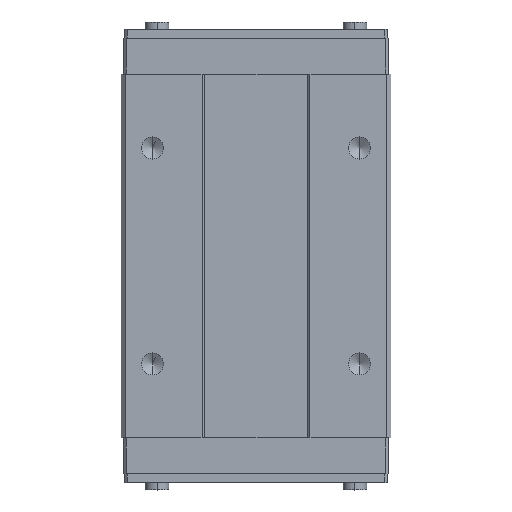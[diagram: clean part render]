
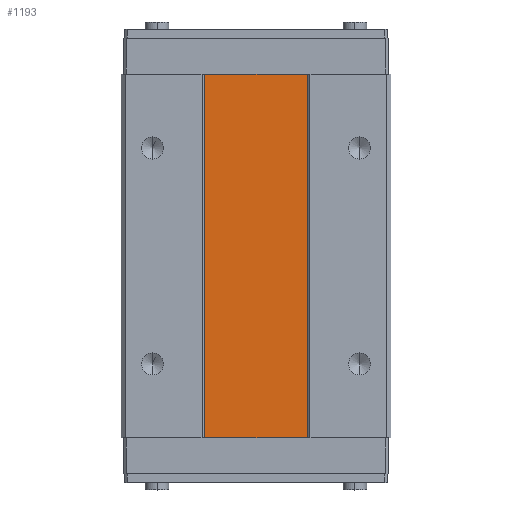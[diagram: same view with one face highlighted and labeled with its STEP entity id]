
A CAD part, top view. The second image highlights one B-rep face of the part: STEP entity #1193.
In plain terms, the highlighted planar face has unit normal (0, 0, 1).
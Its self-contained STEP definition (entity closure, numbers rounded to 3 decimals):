
#5 = EDGE_LOOP ( 'NONE', ( #371, #3470, #2866, #4673 ) ) ;
#6 = DIRECTION ( 'NONE',  ( 0., 1., 0. ) ) ;
#102 = EDGE_CURVE ( 'NONE', #4028, #729, #2043, .T. ) ;
#213 = DIRECTION ( 'NONE',  ( 1., 0., 0. ) ) ;
#371 = ORIENTED_EDGE ( 'NONE', *, *, #824, .F. ) ;
#468 = CARTESIAN_POINT ( 'NONE',  ( 5.7, -20.2, 11.7 ) ) ;
#693 = VECTOR ( 'NONE', #1700, 1000. ) ;
#729 = VERTEX_POINT ( 'NONE', #1657 ) ;
#824 = EDGE_CURVE ( 'NONE', #729, #2248, #3929, .T. ) ;
#921 = DIRECTION ( 'NONE',  ( 1., 0., 0. ) ) ;
#1193 = ADVANCED_FACE ( 'NONE', ( #4693 ), #3898, .T. ) ;
#1233 = CARTESIAN_POINT ( 'NONE',  ( 5.7, 20.2, 11.7 ) ) ;
#1337 = CARTESIAN_POINT ( 'NONE',  ( 5.7, 20.2, 11.7 ) ) ;
#1657 = CARTESIAN_POINT ( 'NONE',  ( -5.7, 20.2, 11.7 ) ) ;
#1700 = DIRECTION ( 'NONE',  ( 0., 1., 0. ) ) ;
#2030 = AXIS2_PLACEMENT_3D ( 'NONE', #3552, #2785, #213 ) ;
#2043 = LINE ( 'NONE', #3549, #693 ) ;
#2231 = VERTEX_POINT ( 'NONE', #468 ) ;
#2248 = VERTEX_POINT ( 'NONE', #1233 ) ;
#2785 = DIRECTION ( 'NONE',  ( 0., 0., 1. ) ) ;
#2792 = VECTOR ( 'NONE', #2891, 1000. ) ;
#2866 = ORIENTED_EDGE ( 'NONE', *, *, #4616, .T. ) ;
#2891 = DIRECTION ( 'NONE',  ( 1., 0., 0. ) ) ;
#3083 = CARTESIAN_POINT ( 'NONE',  ( -5.7, -20.2, 11.7 ) ) ;
#3174 = LINE ( 'NONE', #4284, #3344 ) ;
#3344 = VECTOR ( 'NONE', #921, 1000. ) ;
#3363 = CARTESIAN_POINT ( 'NONE',  ( 5.7, -20.2, 11.7 ) ) ;
#3470 = ORIENTED_EDGE ( 'NONE', *, *, #102, .F. ) ;
#3477 = EDGE_CURVE ( 'NONE', #2231, #2248, #4572, .T. ) ;
#3549 = CARTESIAN_POINT ( 'NONE',  ( -5.7, -20.2, 11.7 ) ) ;
#3552 = CARTESIAN_POINT ( 'NONE',  ( 5.7, -20.2, 11.7 ) ) ;
#3807 = VECTOR ( 'NONE', #6, 1000. ) ;
#3898 = PLANE ( 'NONE',  #2030 ) ;
#3929 = LINE ( 'NONE', #1337, #2792 ) ;
#4028 = VERTEX_POINT ( 'NONE', #3083 ) ;
#4284 = CARTESIAN_POINT ( 'NONE',  ( 5.7, -20.2, 11.7 ) ) ;
#4572 = LINE ( 'NONE', #3363, #3807 ) ;
#4616 = EDGE_CURVE ( 'NONE', #4028, #2231, #3174, .T. ) ;
#4673 = ORIENTED_EDGE ( 'NONE', *, *, #3477, .T. ) ;
#4693 = FACE_OUTER_BOUND ( 'NONE', #5, .T. ) ;
